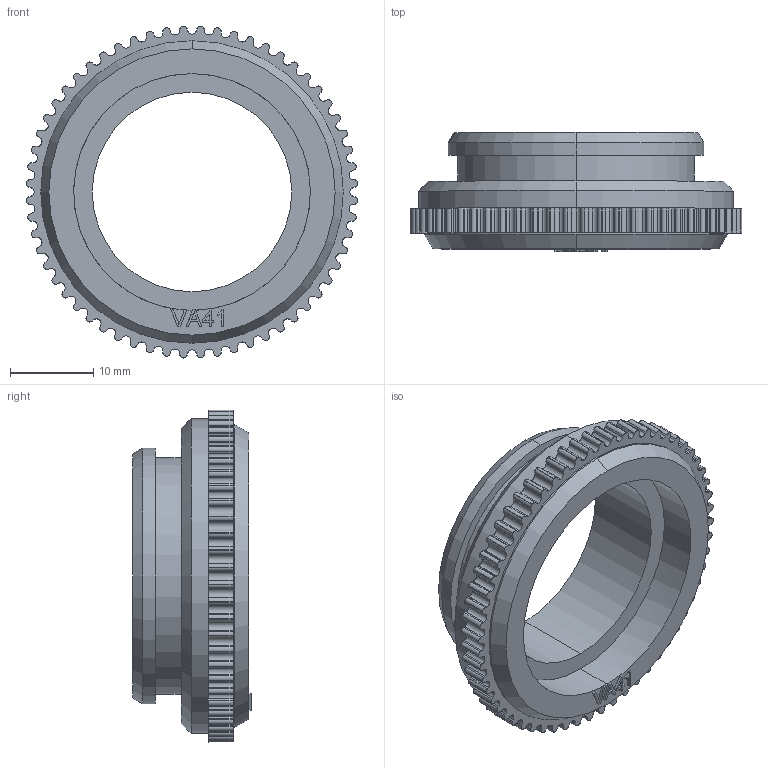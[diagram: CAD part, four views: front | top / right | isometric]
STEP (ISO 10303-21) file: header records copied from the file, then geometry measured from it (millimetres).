
FILE_DESCRIPTION((''),'2;1');
FILE_NAME('AUFSATZ-LINEAR_AUSTRAGEN1_1','2020-01-31T',('U258099'),('Danfoss'),'CREO PARAMETRIC BY PTC INC, 2018070','CREO PARAMETRIC BY PTC INC, 2018070','');
FILE_SCHEMA(('CONFIG_CONTROL_DESIGN'));
Length unit declared in the file: millimetre
Products named in the file (1): AUFSATZ-LINEAR_AUSTRAGEN1_1
Bounding box: 39.95 x 14.3 x 39.95 mm (x, y, z)
Volume: 5857.3 mm3; surface area: 4312.4 mm2
Topology: 1 solids, 1 shells, 485 faces, 1510 edges, 1036 vertices
Faces by surface type: cylinder 301, plane 172, cone 6, extrusion 6
Entity records: 17540 total; most frequent: CARTESIAN_POINT 3567, ORIENTED_EDGE 3020, DIRECTION 2996, EDGE_CURVE 1510, AXIS2_PLACEMENT_3D 1109, VERTEX_POINT 1036, VECTOR 778, LINE 772
